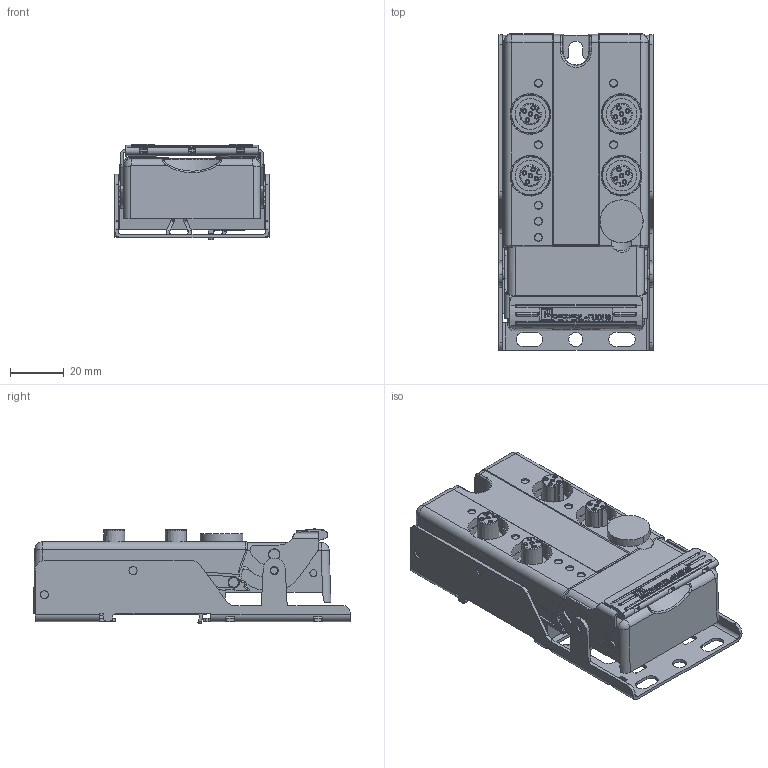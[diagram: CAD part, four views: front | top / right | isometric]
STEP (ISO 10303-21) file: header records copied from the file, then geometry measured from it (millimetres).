
FILE_DESCRIPTION((''),'2;1');
FILE_NAME('ASM0002_ASM','2008-05-26T',('mabamberg'),(''),'PRO/ENGINEER BY PARAMETRIC TECHNOLOGY CORPORATION, 2006300','PRO/ENGINEER BY PARAMETRIC TECHNOLOGY CORPORATION, 2006300','');
FILE_SCHEMA(('CONFIG_CONTROL_DESIGN'));
Length unit declared in the file: millimetre
Products named in the file (5): PRT0001; PRT0002; PRT0003; PRT0004; ASM0002_ASM
Assembly tree (4 placements, depth 2):
  ASM0002_ASM
    PRT0001
    PRT0002
    PRT0003
    PRT0004
Bounding box: 57.4 x 118.06 x 35.44 mm (x, y, z)
Volume: 144804.5 mm3; surface area: 46053.9 mm2
Topology: 4 solids, 8 shells, 1733 faces, 4837 edges, 3163 vertices
Faces by surface type: plane 910, cylinder 486, bspline 138, cone 87, extrusion 65, revolution 35, torus 8, sphere 4
Entity records: 78551 total; most frequent: CARTESIAN_POINT 19179, ORIENTED_EDGE 9638, DIRECTION 8498, EDGE_CURVE 4819, PRESENTATION_STYLE_ASSIGNMENT 3930, STYLED_ITEM 3930, CURVE_STYLE 3301, VECTOR 3195
